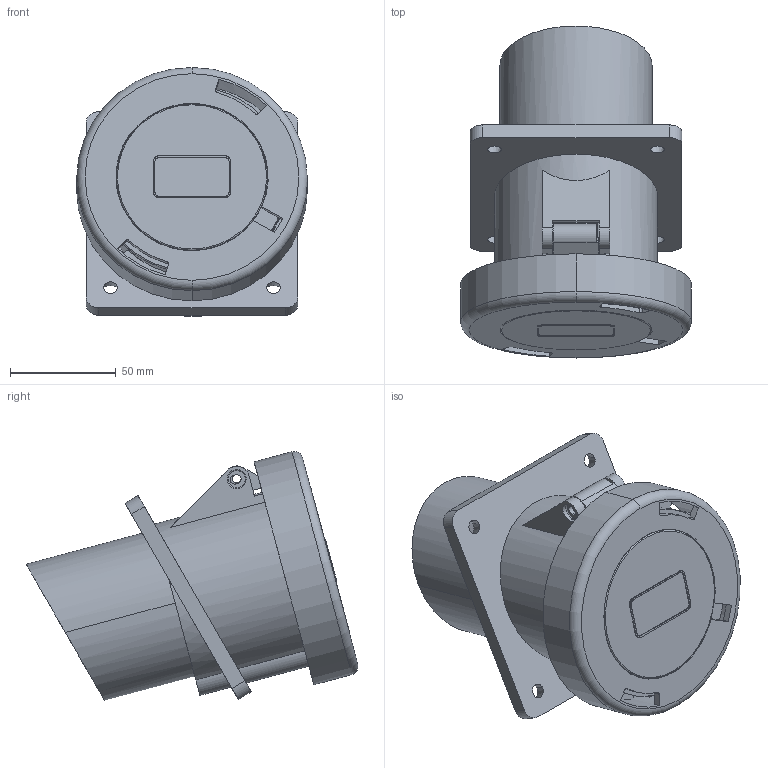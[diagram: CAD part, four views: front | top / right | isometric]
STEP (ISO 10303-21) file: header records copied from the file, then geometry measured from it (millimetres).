
FILE_DESCRIPTION(('Creo Elements/Direct Modeling STEP Export'),'2;1');
FILE_NAME('0ln7uvk4apkncvv2792','2017-05-19T 9:29:39',(''),(''),'PTC Creo Elements/Direct Modeling STEP processor for AP214 (Solid Model)','PTC Creo Elements/Direct Modeling 19.0E 27-Jun-2016 (C) Parametric Technology GmbH','');
FILE_SCHEMA(('AUTOMOTIVE_DESIGN { 1 0 10303 214 1 1 1 1 }'));
Length unit declared in the file: millimetre
Products named in the file (2): PEW_63114_PI
Assembly tree (1 placements, depth 2):
  PEW_63114_PI
    PEW_63114_PI
Bounding box: 109 x 156.74 x 117.63 mm (x, y, z)
Volume: 423859.3 mm3; surface area: 120787.8 mm2
Topology: 1 solids, 2 shells, 256 faces, 697 edges, 440 vertices
Faces by surface type: plane 110, cylinder 107, torus 17, sphere 12, cone 10
Entity records: 10641 total; most frequent: CARTESIAN_POINT 2223, ORIENTED_EDGE 1378, DIRECTION 1312, EDGE_CURVE 685, AXIS2_PLACEMENT_3D 486, VERTEX_POINT 440, VECTOR 340, LINE 340
